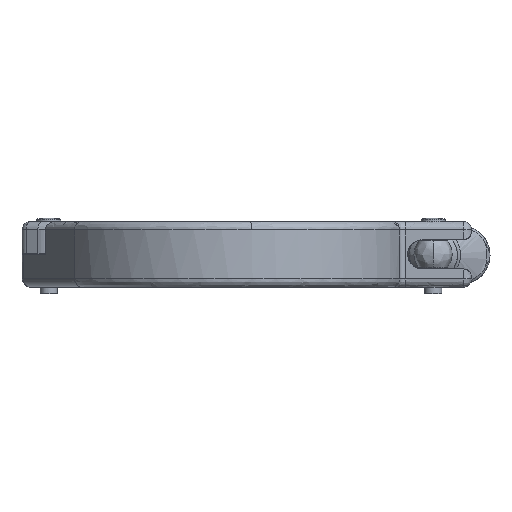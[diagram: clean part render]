
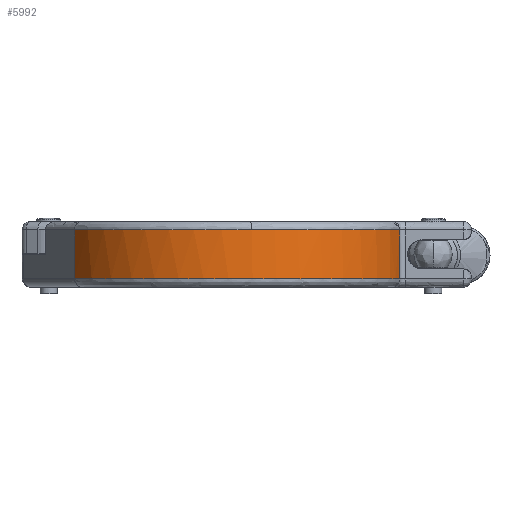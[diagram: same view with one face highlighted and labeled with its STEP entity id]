
A CAD part, front view. The second image highlights one B-rep face of the part: STEP entity #5992.
In plain terms, the highlighted free-form (B-spline) face has degree [2, 1] with [5, 2] control points.
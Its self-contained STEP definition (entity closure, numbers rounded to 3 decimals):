
#5894=CARTESIAN_POINT('V188',(-44.808,
   -25.766,-16.65));
#5895=VERTEX_POINT('V188',#5894);
#5901=CARTESIAN_POINT('V192',(-44.808,
   -25.766,-2.4));
#5902=VERTEX_POINT('V192',#5901);
#5903=CARTESIAN_POINT('E381',(-44.808,
   -25.766,-2.4));
#5904=CARTESIAN_POINT('E381',(-44.808,
   -25.766,-16.65));
#5905=B_SPLINE_CURVE_WITH_KNOTS('E381',1,(#5903,#5904),
   .POLYLINE_FORM.,.F.,.U.,(2,2),(0.126,
   0.874),.UNSPECIFIED.);
#5906=EDGE_CURVE('E381',#5902,#5895,#5905,.T.);
#5919=CARTESIAN_POINT('F149',(49.928,-13.369,
   0.0));
#5920=CARTESIAN_POINT('F149',(40.986,-46.765,
   0.0));
#5921=CARTESIAN_POINT('F149',(6.706,-51.251,
   0.0));
#5922=CARTESIAN_POINT('F149',(-27.574,
   -55.737,0.0));
#5923=CARTESIAN_POINT('F149',(-44.808,
   -25.766,0.0));
#5924=CARTESIAN_POINT('F149',(49.928,-13.369,
   -19.05));
#5925=CARTESIAN_POINT('F149',(40.986,-46.765,
   -19.05));
#5926=CARTESIAN_POINT('F149',(6.706,-51.251,
   -19.05));
#5927=CARTESIAN_POINT('F149',(-27.574,
   -55.737,-19.05));
#5928=CARTESIAN_POINT('F149',(-44.808,
   -25.766,-19.05));
#5936=(BOUNDED_SURFACE()B_SPLINE_SURFACE(2,1,((#5919,#5924),(
   #5920,#5925),(#5921,#5926),(#5922,#5927),(#5923,#5928)),
   .CYLINDRICAL_SURF.,.F.,.F.,.U.)B_SPLINE_SURFACE_WITH_KNOTS((3,2,
   3),(2,2),(0.0,3.63,7.259),(0.0,1.0),
   .UNSPECIFIED.)GEOMETRIC_REPRESENTATION_ITEM()
   RATIONAL_B_SPLINE_SURFACE(((1.0,1.0),(0.831,
   0.831),(1.0,1.0),(0.831,
   0.831),(1.0,1.0)))REPRESENTATION_ITEM('F149')
   SURFACE());
#5937=CARTESIAN_POINT('V189',(49.928,-13.369,
   -16.65));
#5938=VERTEX_POINT('V189',#5937);
#5939=CARTESIAN_POINT('E298',(-44.808,
   -25.766,-16.65));
#5940=CARTESIAN_POINT('E298',(-27.574,
   -55.737,-16.65));
#5941=CARTESIAN_POINT('E298',(6.706,-51.251,
   -16.65));
#5942=CARTESIAN_POINT('E298',(40.986,-46.765,
   -16.65));
#5943=CARTESIAN_POINT('E298',(49.928,-13.369,
   -16.65));
#5951=(BOUNDED_CURVE()B_SPLINE_CURVE(2,(#5939,#5940,#5941,#5942,
   #5943),.CIRCULAR_ARC.,.F.,.U.)B_SPLINE_CURVE_WITH_KNOTS((3,2,3),
   (2.0,17.415,32.83),.UNSPECIFIED.)CURVE(
   )GEOMETRIC_REPRESENTATION_ITEM()RATIONAL_B_SPLINE_CURVE((1.0,
   0.831,1.0,0.831,1.0))REPRESENTATION_ITEM(
   'E298'));
#5952=EDGE_CURVE('E298',#5895,#5938,#5951,.T.);
#5953=ORIENTED_EDGE('E298',*,*,#5952,.T.);
#5954=CARTESIAN_POINT('V200',(49.928,-13.369,
   -2.4));
#5955=VERTEX_POINT('V200',#5954);
#5956=CARTESIAN_POINT('E387',(49.928,-13.369,
   -16.65));
#5957=CARTESIAN_POINT('E387',(49.928,-13.369,
   -2.4));
#5958=B_SPLINE_CURVE_WITH_KNOTS('E387',1,(#5956,#5957),
   .POLYLINE_FORM.,.F.,.U.,(2,2),(0.126,
   0.874),.UNSPECIFIED.);
#5959=EDGE_CURVE('E387',#5938,#5955,#5958,.T.);
#5960=ORIENTED_EDGE('E387',*,*,#5959,.T.);
#5961=CARTESIAN_POINT('V193',(6.706,-51.251,
   -2.4));
#5962=VERTEX_POINT('V193',#5961);
#5963=CARTESIAN_POINT('E329',(49.928,-13.369,
   -2.4));
#5964=CARTESIAN_POINT('E329',(40.986,-46.765,
   -2.4));
#5965=CARTESIAN_POINT('E329',(6.706,-51.251,
   -2.4));
#5973=(BOUNDED_CURVE()B_SPLINE_CURVE(2,(#5963,#5964,#5965),
   .CIRCULAR_ARC.,.F.,.U.)B_SPLINE_CURVE_WITH_KNOTS((3,3),(2.0,
   17.415),.UNSPECIFIED.)CURVE()
   GEOMETRIC_REPRESENTATION_ITEM()RATIONAL_B_SPLINE_CURVE((1.0,
   0.831,1.0))REPRESENTATION_ITEM('E329'));
#5974=EDGE_CURVE('E329',#5955,#5962,#5973,.T.);
#5975=ORIENTED_EDGE('E329',*,*,#5974,.T.);
#5976=CARTESIAN_POINT('E308',(6.706,-51.251,
   -2.4));
#5977=CARTESIAN_POINT('E308',(-27.574,
   -55.737,-2.4));
#5978=CARTESIAN_POINT('E308',(-44.808,
   -25.766,-2.4));
#5986=(BOUNDED_CURVE()B_SPLINE_CURVE(2,(#5976,#5977,#5978),
   .CIRCULAR_ARC.,.F.,.U.)B_SPLINE_CURVE_WITH_KNOTS((3,3),(2.0,
   17.415),.UNSPECIFIED.)CURVE()
   GEOMETRIC_REPRESENTATION_ITEM()RATIONAL_B_SPLINE_CURVE((1.0,
   0.831,1.0))REPRESENTATION_ITEM('E308'));
#5987=EDGE_CURVE('E308',#5962,#5902,#5986,.T.);
#5988=ORIENTED_EDGE('E308',*,*,#5987,.T.);
#5989=ORIENTED_EDGE('E381',*,*,#5906,.T.);
#5990=EDGE_LOOP('F149',(#5953,#5960,#5975,#5988,#5989));
#5991=FACE_OUTER_BOUND('F149',#5990,.T.);
#5992=ADVANCED_FACE('F149',(#5991),#5936,.T.);
